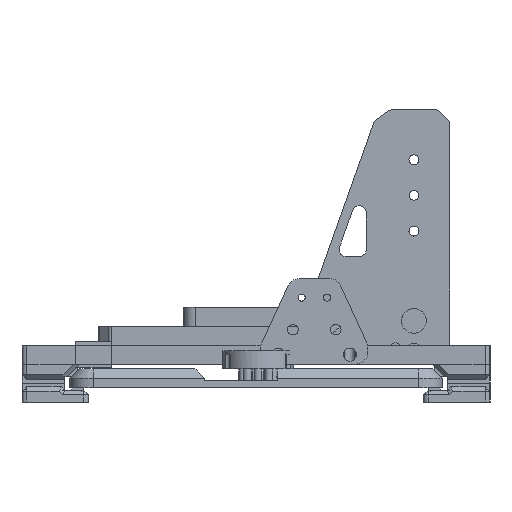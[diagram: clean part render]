
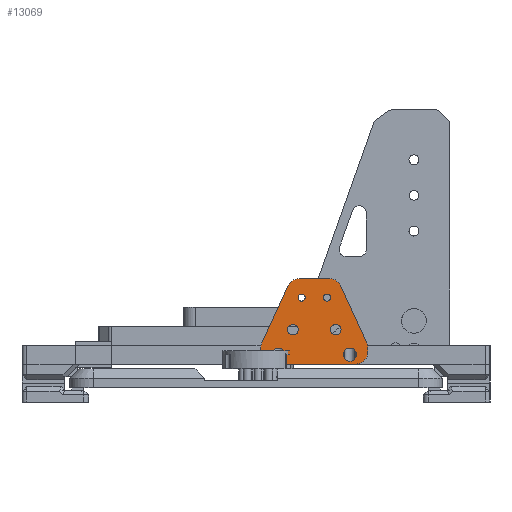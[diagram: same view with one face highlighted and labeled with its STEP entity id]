
A CAD part, left-side view. The second image highlights one B-rep face of the part: STEP entity #13069.
In plain terms, the highlighted planar face has unit normal (-1, 0, 0).
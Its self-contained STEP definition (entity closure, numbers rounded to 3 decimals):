
#728=FACE_BOUND('',#2665,.T.);
#729=FACE_BOUND('',#2666,.T.);
#730=FACE_BOUND('',#2667,.T.);
#731=FACE_BOUND('',#2668,.T.);
#732=FACE_BOUND('',#2669,.T.);
#733=FACE_BOUND('',#2670,.T.);
#1079=PLANE('',#14218);
#1725=FACE_OUTER_BOUND('',#2664,.T.);
#2664=EDGE_LOOP('',(#11914,#11915,#11916,#11917,#11918,#11919,#11920,#11921,
#11922,#11923,#11924,#11925));
#2665=EDGE_LOOP('',(#11926));
#2666=EDGE_LOOP('',(#11927));
#2667=EDGE_LOOP('',(#11928));
#2668=EDGE_LOOP('',(#11929));
#2669=EDGE_LOOP('',(#11930));
#2670=EDGE_LOOP('',(#11931));
#3815=LINE('',#22419,#4947);
#3823=LINE('',#22456,#4955);
#3828=LINE('',#22470,#4960);
#3836=LINE('',#22497,#4968);
#3837=LINE('',#22499,#4969);
#3838=LINE('',#22501,#4970);
#4947=VECTOR('',#17499,10.);
#4955=VECTOR('',#17533,10.);
#4960=VECTOR('',#17548,10.);
#4968=VECTOR('',#17582,10.);
#4969=VECTOR('',#17585,10.);
#4970=VECTOR('',#17588,10.);
#5440=CIRCLE('',#14177,2.25);
#5442=CIRCLE('',#14180,2.25);
#5443=CIRCLE('',#14182,5.);
#5454=CIRCLE('',#14196,5.);
#5455=CIRCLE('',#14199,5.);
#5456=CIRCLE('',#14201,5.);
#5457=CIRCLE('',#14204,5.);
#5458=CIRCLE('',#14206,5.);
#5459=CIRCLE('',#14208,2.75);
#5460=CIRCLE('',#14210,2.75);
#5461=CIRCLE('',#14212,1.5);
#5462=CIRCLE('',#14214,1.5);
#6575=VERTEX_POINT('',#22396);
#6577=VERTEX_POINT('',#22402);
#6578=VERTEX_POINT('',#22406);
#6579=VERTEX_POINT('',#22407);
#6583=VERTEX_POINT('',#22417);
#6597=VERTEX_POINT('',#22449);
#6598=VERTEX_POINT('',#22450);
#6599=VERTEX_POINT('',#22455);
#6600=VERTEX_POINT('',#22459);
#6601=VERTEX_POINT('',#22463);
#6602=VERTEX_POINT('',#22464);
#6603=VERTEX_POINT('',#22469);
#6604=VERTEX_POINT('',#22473);
#6605=VERTEX_POINT('',#22477);
#6606=VERTEX_POINT('',#22481);
#6607=VERTEX_POINT('',#22485);
#6608=VERTEX_POINT('',#22489);
#6609=VERTEX_POINT('',#22493);
#8346=EDGE_CURVE('',#6575,#6575,#5440,.T.);
#8349=EDGE_CURVE('',#6577,#6577,#5442,.T.);
#8350=EDGE_CURVE('',#6578,#6579,#5443,.T.);
#8356=EDGE_CURVE('',#6578,#6583,#3815,.T.);
#8371=EDGE_CURVE('',#6597,#6598,#5454,.T.);
#8374=EDGE_CURVE('',#6599,#6598,#3823,.T.);
#8376=EDGE_CURVE('',#6599,#6600,#5455,.T.);
#8378=EDGE_CURVE('',#6601,#6602,#5456,.T.);
#8381=EDGE_CURVE('',#6603,#6602,#3828,.T.);
#8383=EDGE_CURVE('',#6603,#6604,#5457,.T.);
#8385=EDGE_CURVE('',#6605,#6583,#5458,.T.);
#8387=EDGE_CURVE('',#6606,#6606,#5459,.T.);
#8389=EDGE_CURVE('',#6607,#6607,#5460,.T.);
#8391=EDGE_CURVE('',#6608,#6608,#5461,.T.);
#8393=EDGE_CURVE('',#6609,#6609,#5462,.T.);
#8395=EDGE_CURVE('',#6605,#6604,#3836,.T.);
#8396=EDGE_CURVE('',#6597,#6579,#3837,.T.);
#8397=EDGE_CURVE('',#6601,#6600,#3838,.T.);
#11914=ORIENTED_EDGE('',*,*,#8350,.F.);
#11915=ORIENTED_EDGE('',*,*,#8356,.T.);
#11916=ORIENTED_EDGE('',*,*,#8385,.F.);
#11917=ORIENTED_EDGE('',*,*,#8395,.T.);
#11918=ORIENTED_EDGE('',*,*,#8383,.F.);
#11919=ORIENTED_EDGE('',*,*,#8381,.T.);
#11920=ORIENTED_EDGE('',*,*,#8378,.F.);
#11921=ORIENTED_EDGE('',*,*,#8397,.T.);
#11922=ORIENTED_EDGE('',*,*,#8376,.F.);
#11923=ORIENTED_EDGE('',*,*,#8374,.T.);
#11924=ORIENTED_EDGE('',*,*,#8371,.F.);
#11925=ORIENTED_EDGE('',*,*,#8396,.T.);
#11926=ORIENTED_EDGE('',*,*,#8346,.T.);
#11927=ORIENTED_EDGE('',*,*,#8349,.T.);
#11928=ORIENTED_EDGE('',*,*,#8387,.T.);
#11929=ORIENTED_EDGE('',*,*,#8389,.T.);
#11930=ORIENTED_EDGE('',*,*,#8393,.T.);
#11931=ORIENTED_EDGE('',*,*,#8391,.T.);
#13069=ADVANCED_FACE('',(#1725,#728,#729,#730,#731,#732,#733),#1079,.T.);
#14177=AXIS2_PLACEMENT_3D('',#22398,#17478,#17479);
#14180=AXIS2_PLACEMENT_3D('',#22404,#17485,#17486);
#14182=AXIS2_PLACEMENT_3D('',#22408,#17489,#17490);
#14196=AXIS2_PLACEMENT_3D('',#22451,#17527,#17528);
#14199=AXIS2_PLACEMENT_3D('',#22460,#17537,#17538);
#14201=AXIS2_PLACEMENT_3D('',#22465,#17542,#17543);
#14204=AXIS2_PLACEMENT_3D('',#22474,#17552,#17553);
#14206=AXIS2_PLACEMENT_3D('',#22478,#17557,#17558);
#14208=AXIS2_PLACEMENT_3D('',#22482,#17562,#17563);
#14210=AXIS2_PLACEMENT_3D('',#22486,#17567,#17568);
#14212=AXIS2_PLACEMENT_3D('',#22490,#17572,#17573);
#14214=AXIS2_PLACEMENT_3D('',#22494,#17577,#17578);
#14218=AXIS2_PLACEMENT_3D('',#22502,#17589,#17590);
#17478=DIRECTION('center_axis',(1.,0.,0.));
#17479=DIRECTION('ref_axis',(0.,0.,-1.));
#17485=DIRECTION('center_axis',(1.,0.,0.));
#17486=DIRECTION('ref_axis',(0.,0.,-1.));
#17489=DIRECTION('center_axis',(1.,0.,0.));
#17490=DIRECTION('ref_axis',(0.,-0.977,0.213));
#17499=DIRECTION('',(0.,0.417,0.909));
#17527=DIRECTION('center_axis',(1.,0.,0.));
#17528=DIRECTION('ref_axis',(0.,-0.707,-0.707));
#17533=DIRECTION('',(0.,-1.,0.));
#17537=DIRECTION('center_axis',(1.,0.,0.));
#17538=DIRECTION('ref_axis',(0.,0.707,-0.707));
#17542=DIRECTION('center_axis',(1.,0.,0.));
#17543=DIRECTION('ref_axis',(0.,0.977,0.213));
#17548=DIRECTION('',(0.,0.417,-0.909));
#17552=DIRECTION('center_axis',(1.,0.,0.));
#17553=DIRECTION('ref_axis',(0.,0.54,0.842));
#17557=DIRECTION('center_axis',(1.,0.,0.));
#17558=DIRECTION('ref_axis',(0.,-0.54,0.842));
#17562=DIRECTION('center_axis',(1.,0.,0.));
#17563=DIRECTION('ref_axis',(0.,0.,1.));
#17567=DIRECTION('center_axis',(1.,0.,0.));
#17568=DIRECTION('ref_axis',(0.,0.,1.));
#17572=DIRECTION('center_axis',(1.,0.,0.));
#17573=DIRECTION('ref_axis',(0.,0.,
1.));
#17577=DIRECTION('center_axis',(1.,0.,0.));
#17578=DIRECTION('ref_axis',(0.,0.,
1.));
#17582=DIRECTION('',(0.,1.,0.));
#17585=DIRECTION('',(0.,0.,1.));
#17588=DIRECTION('',(0.,0.,-1.));
#17589=DIRECTION('center_axis',(-1.,0.,0.));
#17590=DIRECTION('ref_axis',(0.,0.,
1.));
#22396=CARTESIAN_POINT('',(-8.,-6.,18.75));
#22398=CARTESIAN_POINT('Origin',(-8.,-6.,16.5));
#22402=CARTESIAN_POINT('',(-8.,-24.,18.75));
#22404=CARTESIAN_POINT('Origin',(-8.,-24.,16.5));
#22406=CARTESIAN_POINT('',(-8.,-37.044,10.993));
#22407=CARTESIAN_POINT('',(-8.,-37.5,8.907));
#22408=CARTESIAN_POINT('Origin',(-8.,-32.5,8.907));
#22417=CARTESIAN_POINT('',(-8.,-25.987,35.086));
#22419=CARTESIAN_POINT('',(-8.,-24.65,38.));
#22449=CARTESIAN_POINT('',(-8.,-37.5,7.));
#22450=CARTESIAN_POINT('',(-8.,-32.5,2.));
#22451=CARTESIAN_POINT('Origin',(-8.,-32.5,7.));
#22455=CARTESIAN_POINT('',(-8.,2.5,2.));
#22456=CARTESIAN_POINT('',(-8.,-37.5,2.));
#22459=CARTESIAN_POINT('',(-8.,7.5,7.));
#22460=CARTESIAN_POINT('Origin',(-8.,2.5,7.));
#22463=CARTESIAN_POINT('',(-8.,7.5,8.907));
#22464=CARTESIAN_POINT('',(-8.,7.044,10.993));
#22465=CARTESIAN_POINT('Origin',(-8.,2.5,8.907));
#22469=CARTESIAN_POINT('',(-8.,-4.013,35.086));
#22470=CARTESIAN_POINT('',(-8.,-5.35,38.));
#22473=CARTESIAN_POINT('',(-8.,-8.557,38.));
#22474=CARTESIAN_POINT('Origin',(-8.,-8.557,33.));
#22477=CARTESIAN_POINT('',(-8.,-21.443,38.));
#22478=CARTESIAN_POINT('Origin',(-8.,-21.443,33.));
#22481=CARTESIAN_POINT('',(-8.,0.,3.25));
#22482=CARTESIAN_POINT('Origin',(-8.,0.,
6.));
#22485=CARTESIAN_POINT('',(-8.,-30.,3.25));
#22486=CARTESIAN_POINT('Origin',(-8.,-30.,6.));
#22489=CARTESIAN_POINT('',(-8.,-20.35,28.5));
#22490=CARTESIAN_POINT('Origin',(-8.,-20.35,30.));
#22493=CARTESIAN_POINT('',(-8.,-9.65,28.5));
#22494=CARTESIAN_POINT('Origin',(-8.,-9.65,30.));
#22497=CARTESIAN_POINT('',(-8.,-5.35,38.));
#22499=CARTESIAN_POINT('',(-8.,-37.5,10.));
#22501=CARTESIAN_POINT('',(-8.,7.5,2.));
#22502=CARTESIAN_POINT('Origin',(-8.,-15.,20.));
